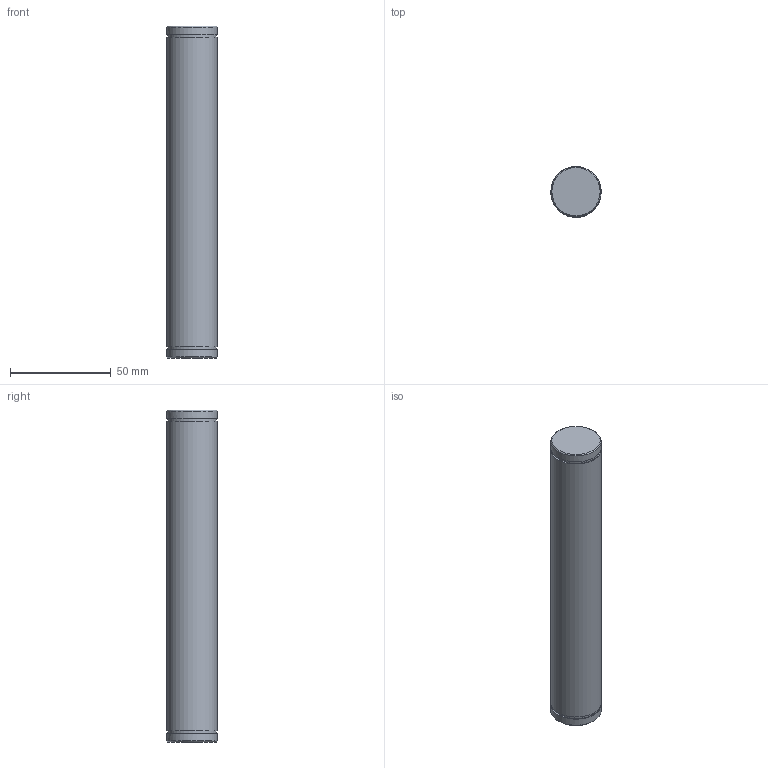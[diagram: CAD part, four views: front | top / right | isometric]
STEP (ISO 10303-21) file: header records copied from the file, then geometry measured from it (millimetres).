
FILE_DESCRIPTION(('STEP AP214'),'1');
FILE_NAME('Axe roue.stp','2024-03-22T14:32:31',(' '),(' '),'Spatial InterOp 3D',' ',' ');
FILE_SCHEMA(('AUTOMOTIVE_DESIGN { 1 0 10303 214 1 1 1 1 }'));
Length unit declared in the file: millimetre
Products named in the file (1): Axe roue
Bounding box: 25 x 25 x 165 mm (x, y, z)
Volume: 80865 mm3; surface area: 14054.2 mm2
Topology: 1 solids, 1 shells, 13 faces, 21 edges, 14 vertices
Faces by surface type: plane 6, cylinder 5, cone 2
Full cylindrical faces by diameter (mm): 23.9 x2, 25 x3
Entity records: 526 total; most frequent: DIRECTION 52, CARTESIAN_POINT 38, AXIS2_PLACEMENT_3D 26, PROPERTY_DEFINITION_REPRESENTATION 24, GENERAL_PROPERTY_ASSOCIATION 24, PROPERTY_DEFINITION 24, REPRESENTATION 24, GENERAL_PROPERTY 24
